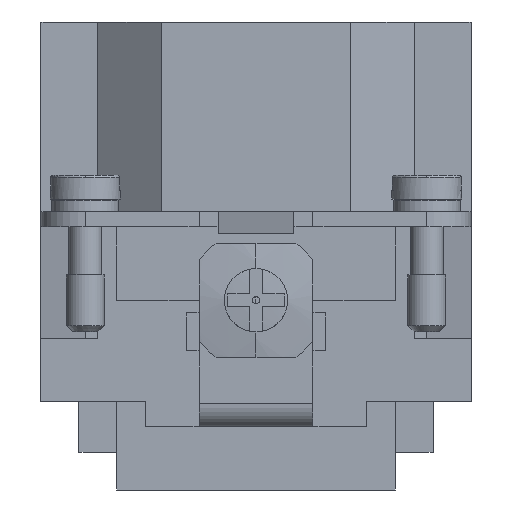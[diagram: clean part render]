
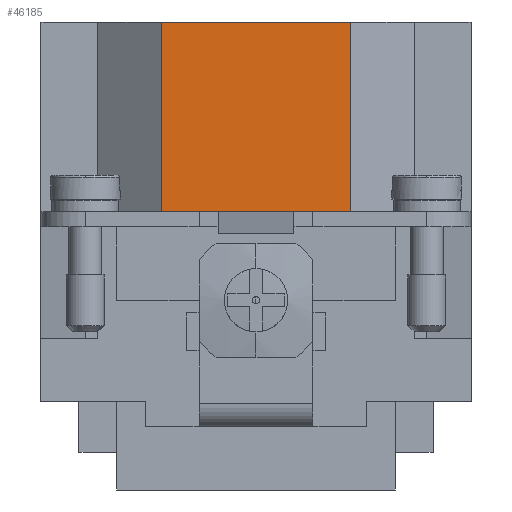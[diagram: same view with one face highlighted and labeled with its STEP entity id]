
A CAD part, left-side view. The second image highlights one B-rep face of the part: STEP entity #46185.
In plain terms, the highlighted planar face has unit normal (-1, 0, 0).
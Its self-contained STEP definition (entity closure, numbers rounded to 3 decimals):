
#33328=CARTESIAN_POINT('',(-41.75,-7.5,0.0));
#33329=VERTEX_POINT('',#33328);
#33336=CARTESIAN_POINT('',(-41.75,-4.5,0.0));
#33337=VERTEX_POINT('',#33336);
#33338=CARTESIAN_POINT('',(-41.75,-7.5,0.0));
#33339=DIRECTION('',(0.0,1.0,0.0));
#33340=VECTOR('',#33339,3.);
#33341=LINE('',#33338,#33340);
#33342=EDGE_CURVE('',#33329,#33337,#33341,.T.);
#33532=CARTESIAN_POINT('',(-41.75,4.5,0.0));
#33533=VERTEX_POINT('',#33532);
#33540=CARTESIAN_POINT('',(-41.75,7.5,0.0));
#33541=VERTEX_POINT('',#33540);
#33542=CARTESIAN_POINT('',(-41.75,4.5,0.0));
#33543=DIRECTION('',(0.0,1.0,0.0));
#33544=VECTOR('',#33543,3.);
#33545=LINE('',#33542,#33544);
#33546=EDGE_CURVE('',#33533,#33541,#33545,.T.);
#33809=CARTESIAN_POINT('',(-41.75,-4.5,0.0));
#33810=DIRECTION('',(0.0,1.0,0.0));
#33811=VECTOR('',#33810,9.0);
#33812=LINE('',#33809,#33811);
#33813=EDGE_CURVE('',#33337,#33533,#33812,.T.);
#43985=CARTESIAN_POINT('',(-41.75,7.5,15.0));
#43986=VERTEX_POINT('',#43985);
#43993=CARTESIAN_POINT('',(-41.75,-7.5,15.0));
#43994=VERTEX_POINT('',#43993);
#43995=CARTESIAN_POINT('',(-41.75,-7.5,15.0));
#43996=DIRECTION('',(0.0,1.0,0.0));
#43997=VECTOR('',#43996,15.0);
#43998=LINE('',#43995,#43997);
#43999=EDGE_CURVE('',#43994,#43986,#43998,.T.);
#46035=CARTESIAN_POINT('',(-41.75,7.5,0.0));
#46036=DIRECTION('',(0.0,0.0,1.0));
#46037=VECTOR('',#46036,15.0);
#46038=LINE('',#46035,#46037);
#46039=EDGE_CURVE('',#33541,#43986,#46038,.T.);
#46161=CARTESIAN_POINT('',(-41.75,-7.5,0.0));
#46162=DIRECTION('',(0.0,0.0,1.0));
#46163=VECTOR('',#46162,15.0);
#46164=LINE('',#46161,#46163);
#46165=EDGE_CURVE('',#33329,#43994,#46164,.T.);
#46172=CARTESIAN_POINT('',(-41.75,-7.5,0.0));
#46173=DIRECTION('',(-1.0,0.0,0.0));
#46174=DIRECTION('',(0.0,0.0,1.0));
#46175=AXIS2_PLACEMENT_3D('',#46172,#46173,#46174);
#46176=PLANE('',#46175);
#46177=ORIENTED_EDGE('',*,*,#43999,.T.);
#46178=ORIENTED_EDGE('',*,*,#46039,.F.);
#46179=ORIENTED_EDGE('',*,*,#33546,.F.);
#46180=ORIENTED_EDGE('',*,*,#33813,.F.);
#46181=ORIENTED_EDGE('',*,*,#33342,.F.);
#46182=ORIENTED_EDGE('',*,*,#46165,.T.);
#46183=EDGE_LOOP('',(#46177,#46178,#46179,#46180,#46181,#46182));
#46184=FACE_OUTER_BOUND('',#46183,.T.);
#46185=ADVANCED_FACE('',(#46184),#46176,.T.);
